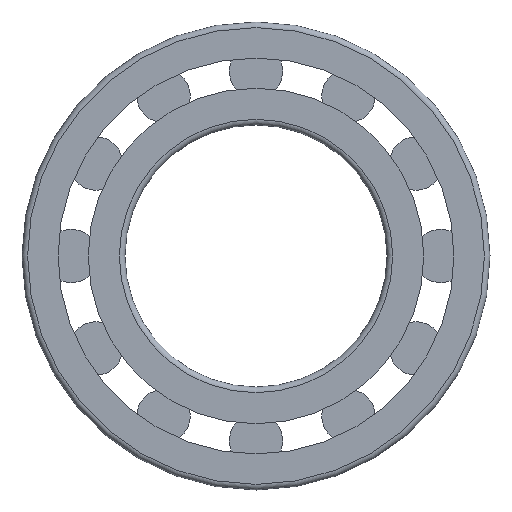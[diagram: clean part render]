
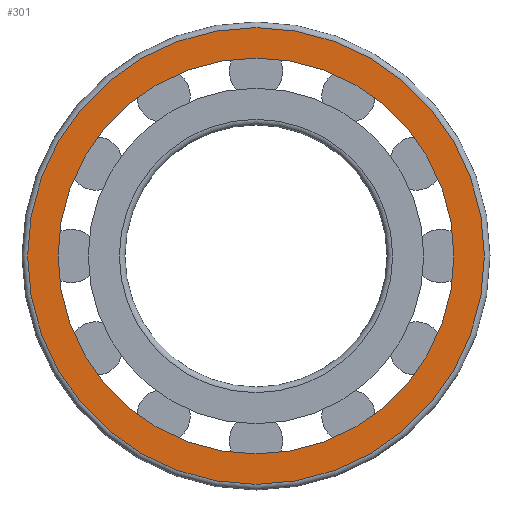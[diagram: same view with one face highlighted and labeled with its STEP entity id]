
A CAD part, left-side view. The second image highlights one B-rep face of the part: STEP entity #301.
In plain terms, the highlighted planar face has unit normal (-1, 0, 0).
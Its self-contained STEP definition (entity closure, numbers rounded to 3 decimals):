
#113=ORIENTED_EDGE('',*,*,#146,.T.);
#114=ORIENTED_EDGE('',*,*,#144,.F.);
#144=EDGE_CURVE('',#165,#165,#186,.T.);
#146=EDGE_CURVE('',#167,#167,#188,.T.);
#165=VERTEX_POINT('',#554);
#167=VERTEX_POINT('',#559);
#186=CIRCLE('',#370,61.);
#188=CIRCLE('',#373,52.875);
#218=EDGE_LOOP('',(#113));
#219=EDGE_LOOP('',(#114));
#260=FACE_BOUND('',#218,.T.);
#261=FACE_BOUND('',#219,.T.);
#285=PLANE('',#372);
#301=ADVANCED_FACE('',(#260,#261),#285,.T.);
#370=AXIS2_PLACEMENT_3D('',#553,#449,#450);
#372=AXIS2_PLACEMENT_3D('',#557,#453,#454);
#373=AXIS2_PLACEMENT_3D('',#558,#455,#456);
#449=DIRECTION('',(1.,0.,0.));
#450=DIRECTION('',(0.,0.,-1.));
#453=DIRECTION('',(-1.,0.,0.));
#454=DIRECTION('',(0.,0.,1.));
#455=DIRECTION('',(1.,0.,0.));
#456=DIRECTION('',(0.,0.,-1.));
#553=CARTESIAN_POINT('',(0.,0.,0.));
#554=CARTESIAN_POINT('',(0.,0.,-61.));
#557=CARTESIAN_POINT('',(0.,61.,0.));
#558=CARTESIAN_POINT('',(0.,0.,0.));
#559=CARTESIAN_POINT('',(0.,0.,-52.875));
